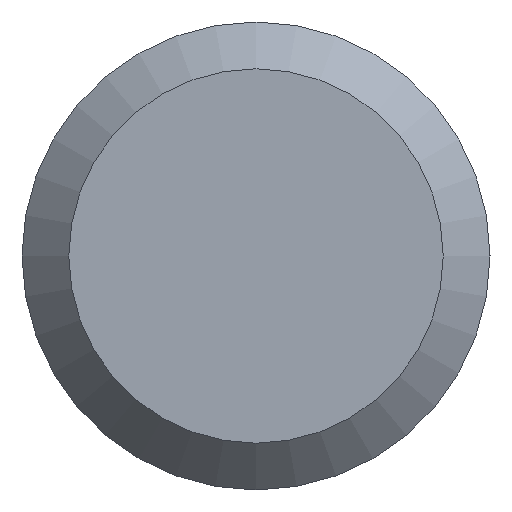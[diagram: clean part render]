
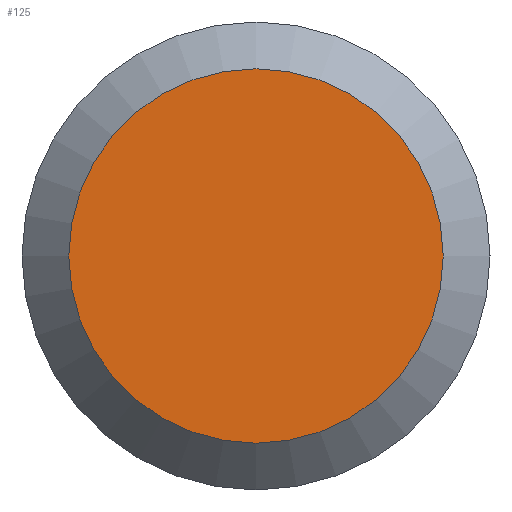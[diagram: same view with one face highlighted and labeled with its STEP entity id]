
A CAD part, left-side view. The second image highlights one B-rep face of the part: STEP entity #125.
In plain terms, the highlighted planar face has unit normal (-1, 0, 0).
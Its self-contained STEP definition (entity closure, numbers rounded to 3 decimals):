
#15 = EDGE_CURVE ( 'NONE', #110, #110, #209, .T. ) ;
#23 = CARTESIAN_POINT ( 'NONE',  ( 0., 0., 0. ) ) ;
#30 = ORIENTED_EDGE ( 'NONE', *, *, #15, .F. ) ;
#37 = DIRECTION ( 'NONE',  ( 0., 1., 0. ) ) ;
#39 = DIRECTION ( 'NONE',  ( 0., -1., 0. ) ) ;
#84 = AXIS2_PLACEMENT_3D ( 'NONE', #23, #172, #37 ) ;
#110 = VERTEX_POINT ( 'NONE', #136 ) ;
#119 = CARTESIAN_POINT ( 'NONE',  ( 0., 0., 0. ) ) ;
#125 = ADVANCED_FACE ( 'NONE', ( #199 ), #139, .T. ) ;
#136 = CARTESIAN_POINT ( 'NONE',  ( 0., 2.4, 0. ) ) ;
#139 = PLANE ( 'NONE',  #163 ) ;
#163 = AXIS2_PLACEMENT_3D ( 'NONE', #119, #210, #39 ) ;
#172 = DIRECTION ( 'NONE',  ( 1., 0., 0. ) ) ;
#174 = EDGE_LOOP ( 'NONE', ( #30 ) ) ;
#199 = FACE_OUTER_BOUND ( 'NONE', #174, .T. ) ;
#209 = CIRCLE ( 'NONE', #84, 2.4 ) ;
#210 = DIRECTION ( 'NONE',  ( -1., 0., 0. ) ) ;
